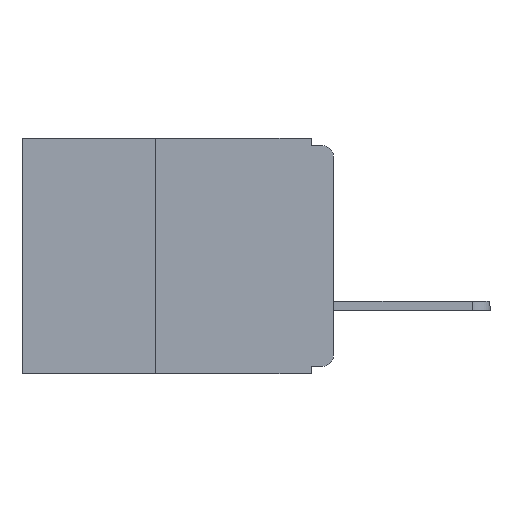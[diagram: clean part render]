
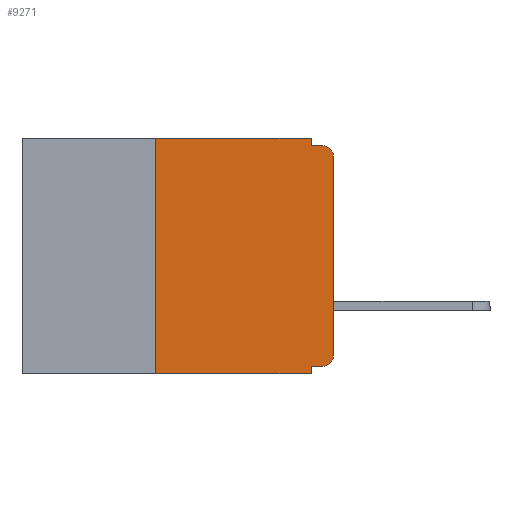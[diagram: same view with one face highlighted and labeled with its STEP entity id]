
A CAD part, left-side view. The second image highlights one B-rep face of the part: STEP entity #9271.
In plain terms, the highlighted planar face has unit normal (-1, 0, 0).
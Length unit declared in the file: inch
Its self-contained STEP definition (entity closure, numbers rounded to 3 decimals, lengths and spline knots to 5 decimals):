
#385 = CARTESIAN_POINT ( 'NONE',  ( 0., 0.031, -0.33 ) ) ;
#926 = DIRECTION ( 'NONE',  ( 0., 0., 1. ) ) ;
#1492 = DIRECTION ( 'NONE',  ( 0., 0., 1. ) ) ;
#1609 = VERTEX_POINT ( 'NONE', #5953 ) ;
#1666 = VERTEX_POINT ( 'NONE', #2764 ) ;
#2133 = CARTESIAN_POINT ( 'NONE',  ( 0., 0., -0.305 ) ) ;
#2184 = AXIS2_PLACEMENT_3D ( 'NONE', #3554, #15310, #5370 ) ;
#2376 = ORIENTED_EDGE ( 'NONE', *, *, #12224, .T. ) ;
#2412 = EDGE_CURVE ( 'NONE', #7002, #1609, #19885, .T. ) ;
#2547 = LINE ( 'NONE', #385, #19790 ) ;
#2764 = CARTESIAN_POINT ( 'NONE',  ( 0., 0.031, -0.01 ) ) ;
#3044 = DIRECTION ( 'NONE',  ( 0., -1., 0. ) ) ;
#3199 = ORIENTED_EDGE ( 'NONE', *, *, #13761, .F. ) ;
#3521 = VERTEX_POINT ( 'NONE', #10749 ) ;
#3554 = CARTESIAN_POINT ( 'NONE',  ( 0., 0.437, 0. ) ) ;
#3728 = DIRECTION ( 'NONE',  ( -1., 0., 0. ) ) ;
#3785 = VERTEX_POINT ( 'NONE', #20053 ) ;
#4192 = VECTOR ( 'NONE', #3044, 39.37008 ) ;
#4574 = AXIS2_PLACEMENT_3D ( 'NONE', #13768, #3728, #15401 ) ;
#4594 = EDGE_CURVE ( 'NONE', #1609, #12984, #2547, .T. ) ;
#4823 = VECTOR ( 'NONE', #7795, 39.37008 ) ;
#4946 = CARTESIAN_POINT ( 'NONE',  ( 0., 0.25, -0.33 ) ) ;
#5061 = ORIENTED_EDGE ( 'NONE', *, *, #20671, .F. ) ;
#5370 = DIRECTION ( 'NONE',  ( 0., 0., -1. ) ) ;
#5535 = VECTOR ( 'NONE', #21403, 39.37008 ) ;
#5751 = DIRECTION ( 'NONE',  ( 0., 1., 0. ) ) ;
#5953 = CARTESIAN_POINT ( 'NONE',  ( 0., 0.031, -0.32 ) ) ;
#5980 = EDGE_CURVE ( 'NONE', #3785, #12984, #6932, .T. ) ;
#6122 = CARTESIAN_POINT ( 'NONE',  ( 0., 0.031, 0. ) ) ;
#6372 = LINE ( 'NONE', #4946, #10741 ) ;
#6633 = CARTESIAN_POINT ( 'NONE',  ( 0., 0., -0.025 ) ) ;
#6652 = CARTESIAN_POINT ( 'NONE',  ( 0., 0.015, -0.025 ) ) ;
#6669 = VECTOR ( 'NONE', #5751, 39.37008 ) ;
#6727 = ORIENTED_EDGE ( 'NONE', *, *, #21169, .F. ) ;
#6932 = LINE ( 'NONE', #21114, #14703 ) ;
#7002 = VERTEX_POINT ( 'NONE', #8933 ) ;
#7155 = CARTESIAN_POINT ( 'NONE',  ( 0., 0., -0.32 ) ) ;
#7322 = EDGE_CURVE ( 'NONE', #1666, #21193, #14387, .T. ) ;
#7765 = ORIENTED_EDGE ( 'NONE', *, *, #15519, .T. ) ;
#7795 = DIRECTION ( 'NONE',  ( 0., 0., -1. ) ) ;
#8303 = DIRECTION ( 'NONE',  ( 0., 0., -1. ) ) ;
#8620 = ORIENTED_EDGE ( 'NONE', *, *, #2412, .F. ) ;
#8754 = CIRCLE ( 'NONE', #13526, 0.015 ) ;
#8933 = CARTESIAN_POINT ( 'NONE',  ( 0., 0.015, -0.32 ) ) ;
#9271 = ADVANCED_FACE ( 'NONE', ( #12756 ), #13679, .F. ) ;
#9349 = CARTESIAN_POINT ( 'NONE',  ( 0., 0., 0. ) ) ;
#9355 = VERTEX_POINT ( 'NONE', #2133 ) ;
#10741 = VECTOR ( 'NONE', #1492, 39.37008 ) ;
#10749 = CARTESIAN_POINT ( 'NONE',  ( 0., 0.031, 0. ) ) ;
#10913 = CARTESIAN_POINT ( 'NONE',  ( 0., 0.25, 0. ) ) ;
#12224 = EDGE_CURVE ( 'NONE', #9355, #15920, #20741, .T. ) ;
#12327 = DIRECTION ( 'NONE',  ( 0., 0., -1. ) ) ;
#12641 = LINE ( 'NONE', #6122, #4823 ) ;
#12756 = FACE_OUTER_BOUND ( 'NONE', #16191, .T. ) ;
#12984 = VERTEX_POINT ( 'NONE', #17056 ) ;
#13104 = LINE ( 'NONE', #18050, #4192 ) ;
#13169 = CARTESIAN_POINT ( 'NONE',  ( 0., 0.015, -0.01 ) ) ;
#13237 = ORIENTED_EDGE ( 'NONE', *, *, #13288, .T. ) ;
#13288 = EDGE_CURVE ( 'NONE', #15920, #21193, #8754, .T. ) ;
#13526 = AXIS2_PLACEMENT_3D ( 'NONE', #6652, #18198, #8303 ) ;
#13679 = PLANE ( 'NONE',  #2184 ) ;
#13733 = ORIENTED_EDGE ( 'NONE', *, *, #7322, .F. ) ;
#13761 = EDGE_CURVE ( 'NONE', #3521, #1666, #12641, .T. ) ;
#13768 = CARTESIAN_POINT ( 'NONE',  ( 0., 0.015, -0.305 ) ) ;
#14387 = LINE ( 'NONE', #14742, #5535 ) ;
#14703 = VECTOR ( 'NONE', #17764, 39.37008 ) ;
#14742 = CARTESIAN_POINT ( 'NONE',  ( 0., 0., -0.01 ) ) ;
#15179 = CIRCLE ( 'NONE', #4574, 0.015 ) ;
#15310 = DIRECTION ( 'NONE',  ( 1., 0., 0. ) ) ;
#15401 = DIRECTION ( 'NONE',  ( 0., 0., -1. ) ) ;
#15519 = EDGE_CURVE ( 'NONE', #7002, #9355, #15179, .T. ) ;
#15920 = VERTEX_POINT ( 'NONE', #6633 ) ;
#16036 = ORIENTED_EDGE ( 'NONE', *, *, #4594, .F. ) ;
#16191 = EDGE_LOOP ( 'NONE', ( #2376, #13237, #13733, #3199, #6727, #5061, #16358, #16036, #8620, #7765 ) ) ;
#16281 = VERTEX_POINT ( 'NONE', #10913 ) ;
#16321 = VECTOR ( 'NONE', #926, 39.37008 ) ;
#16358 = ORIENTED_EDGE ( 'NONE', *, *, #5980, .T. ) ;
#17056 = CARTESIAN_POINT ( 'NONE',  ( 0., 0.031, -0.33 ) ) ;
#17764 = DIRECTION ( 'NONE',  ( 0., -1., 0. ) ) ;
#18050 = CARTESIAN_POINT ( 'NONE',  ( 0., 0.437, 0. ) ) ;
#18198 = DIRECTION ( 'NONE',  ( -1., 0., 0. ) ) ;
#19790 = VECTOR ( 'NONE', #12327, 39.37008 ) ;
#19885 = LINE ( 'NONE', #7155, #6669 ) ;
#20053 = CARTESIAN_POINT ( 'NONE',  ( 0., 0.25, -0.33 ) ) ;
#20671 = EDGE_CURVE ( 'NONE', #3785, #16281, #6372, .T. ) ;
#20741 = LINE ( 'NONE', #9349, #16321 ) ;
#21114 = CARTESIAN_POINT ( 'NONE',  ( 0., 0.437, -0.33 ) ) ;
#21169 = EDGE_CURVE ( 'NONE', #16281, #3521, #13104, .T. ) ;
#21193 = VERTEX_POINT ( 'NONE', #13169 ) ;
#21403 = DIRECTION ( 'NONE',  ( 0., -1., 0. ) ) ;
